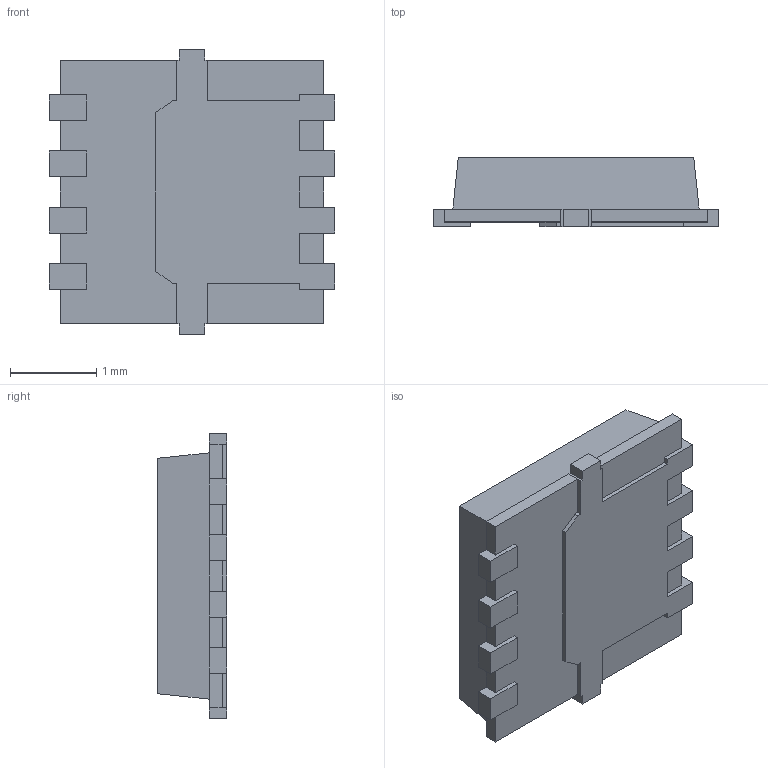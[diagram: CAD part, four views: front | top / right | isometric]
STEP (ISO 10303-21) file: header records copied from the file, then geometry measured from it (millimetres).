
FILE_DESCRIPTION (( 'STEP AP214' ), '1' );
FILE_NAME ('NTTFS5116PLTAG.STEP', '2022-08-09T12:50:01', ( '' ), ( '' ), 'SwSTEP 2.0', 'SolidWorks 2018', '' );
FILE_SCHEMA (( 'AUTOMOTIVE_DESIGN' ));
Length unit declared in the file: millimetre
Products named in the file (2): NTTFS5116PLTAG
Bounding box: 3.3 x 0.8 x 3.3 mm (x, y, z)
Volume: 6.4 mm3; surface area: 41.3 mm2
Topology: 7 solids, 7 shells, 147 faces, 376 edges, 244 vertices
Faces by surface type: plane 143, cylinder 4
Entity records: 4441 total; most frequent: CARTESIAN_POINT 769, ORIENTED_EDGE 752, DIRECTION 682, EDGE_CURVE 376, LINE 368, VECTOR 368, VERTEX_POINT 244, AXIS2_PLACEMENT_3D 157
